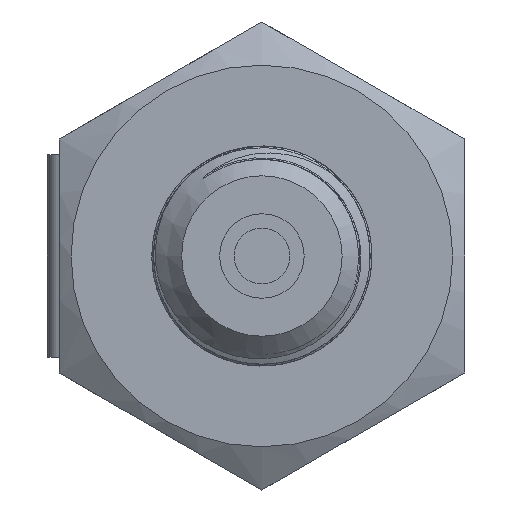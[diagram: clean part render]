
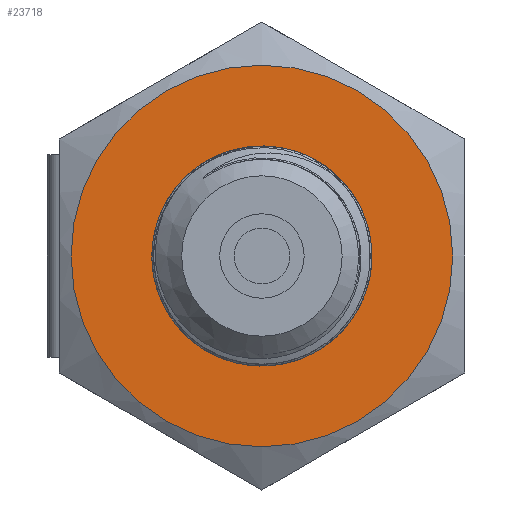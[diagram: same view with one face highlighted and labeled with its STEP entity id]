
A CAD part, left-side view. The second image highlights one B-rep face of the part: STEP entity #23718.
In plain terms, the highlighted planar face has unit normal (-1, 0, 0).
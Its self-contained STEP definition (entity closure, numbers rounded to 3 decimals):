
#282=FACE_BOUND('',#3045,.T.);
#403=PLANE('',#25022);
#1665=FACE_OUTER_BOUND('',#3044,.T.);
#3044=EDGE_LOOP('',(#17610));
#3045=EDGE_LOOP('',(#17611));
#4259=CIRCLE('',#25001,11.3);
#4264=CIRCLE('',#25018,6.5);
#10457=VERTEX_POINT('',#40115);
#10475=VERTEX_POINT('',#44652);
#13093=EDGE_CURVE('',#10457,#10457,#4259,.T.);
#13127=EDGE_CURVE('',#10475,#10475,#4264,.T.);
#17610=ORIENTED_EDGE('',*,*,#13093,.T.);
#17611=ORIENTED_EDGE('',*,*,#13127,.T.);
#23718=ADVANCED_FACE('',(#1665,#282),#403,.T.);
#25001=AXIS2_PLACEMENT_3D('',#40117,#27463,#27464);
#25018=AXIS2_PLACEMENT_3D('',#44653,#27506,#27507);
#25022=AXIS2_PLACEMENT_3D('',#44659,#27514,#27515);
#27463=DIRECTION('center_axis',(-1.,0.,0.));
#27464=DIRECTION('ref_axis',(0.,1.,0.));
#27506=DIRECTION('center_axis',(1.,0.,0.));
#27507=DIRECTION('ref_axis',(0.,0.,-1.));
#27514=DIRECTION('center_axis',(-1.,0.,0.));
#27515=DIRECTION('ref_axis',(0.,0.,1.));
#40115=CARTESIAN_POINT('',(15.,-11.3,0.));
#40117=CARTESIAN_POINT('Origin',(15.,0.,0.));
#44652=CARTESIAN_POINT('',(15.,0.,6.5));
#44653=CARTESIAN_POINT('Origin',(15.,0.,0.));
#44659=CARTESIAN_POINT('Origin',(15.,12.,0.));
